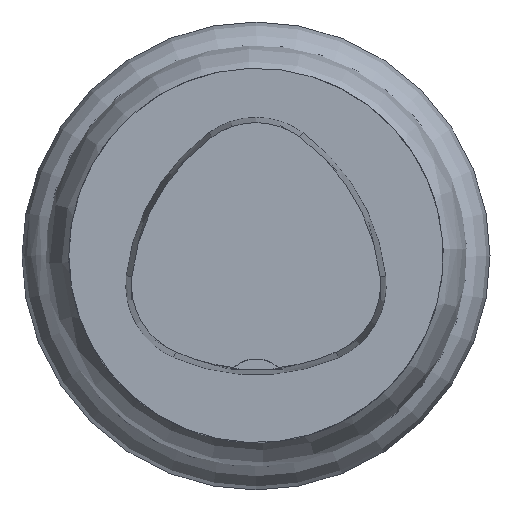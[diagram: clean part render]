
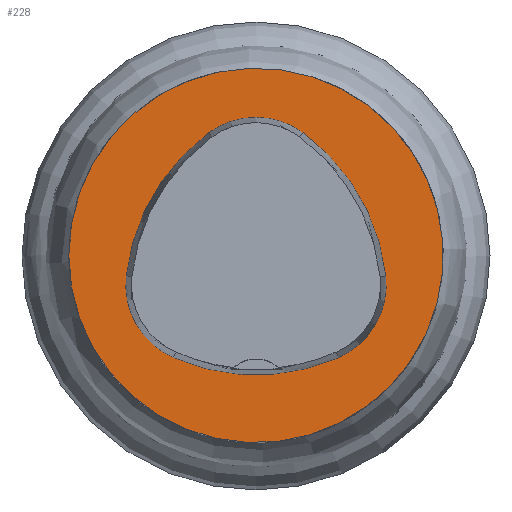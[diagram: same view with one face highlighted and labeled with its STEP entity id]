
A CAD part, top view. The second image highlights one B-rep face of the part: STEP entity #228.
In plain terms, the highlighted planar face has unit normal (0, 0, 1).
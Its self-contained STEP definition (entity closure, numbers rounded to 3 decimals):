
#202=FACE_BOUND('',#323,.T.);
#203=FACE_BOUND('',#324,.T.);
#228=ADVANCED_FACE('',(#202,#203),#249,.T.);
#249=PLANE('',#790);
#323=EDGE_LOOP('',(#420,#421,#422,#423,#424,#425));
#324=EDGE_LOOP('',(#426));
#420=ORIENTED_EDGE('',*,*,#566,.T.);
#421=ORIENTED_EDGE('',*,*,#546,.T.);
#422=ORIENTED_EDGE('',*,*,#550,.T.);
#423=ORIENTED_EDGE('',*,*,#553,.T.);
#424=ORIENTED_EDGE('',*,*,#556,.T.);
#425=ORIENTED_EDGE('',*,*,#564,.T.);
#426=ORIENTED_EDGE('',*,*,#532,.F.);
#484=VERTEX_POINT('',#1078);
#498=VERTEX_POINT('',#1139);
#499=VERTEX_POINT('',#1140);
#502=VERTEX_POINT('',#1148);
#504=VERTEX_POINT('',#1154);
#506=VERTEX_POINT('',#1160);
#513=VERTEX_POINT('',#1181);
#532=EDGE_CURVE('',#484,#484,#587,.T.);
#546=EDGE_CURVE('',#498,#499,#593,.T.);
#550=EDGE_CURVE('',#499,#502,#595,.T.);
#553=EDGE_CURVE('',#502,#504,#597,.T.);
#556=EDGE_CURVE('',#504,#506,#599,.T.);
#564=EDGE_CURVE('',#506,#513,#603,.T.);
#566=EDGE_CURVE('',#513,#498,#605,.T.);
#587=CIRCLE('',#753,40.);
#593=CIRCLE('',#768,44.);
#595=CIRCLE('',#771,17.);
#597=CIRCLE('',#774,44.);
#599=CIRCLE('',#777,17.);
#603=CIRCLE('',#782,44.);
#605=CIRCLE('',#785,17.);
#753=AXIS2_PLACEMENT_3D('',#1077,#879,#880);
#768=AXIS2_PLACEMENT_3D('',#1138,#913,#914);
#771=AXIS2_PLACEMENT_3D('',#1147,#921,#922);
#774=AXIS2_PLACEMENT_3D('',#1153,#928,#929);
#777=AXIS2_PLACEMENT_3D('',#1159,#935,#936);
#782=AXIS2_PLACEMENT_3D('',#1182,#947,#948);
#785=AXIS2_PLACEMENT_3D('',#1185,#953,#954);
#790=AXIS2_PLACEMENT_3D('',#1190,#963,#964);
#879=DIRECTION('',(0.,0.,-1.));
#880=DIRECTION('',(-1.,0.,0.));
#913=DIRECTION('',(0.,0.,-1.));
#914=DIRECTION('',(-1.,0.,0.));
#921=DIRECTION('',(0.,0.,-1.));
#922=DIRECTION('',(-1.,0.,0.));
#928=DIRECTION('',(0.,0.,-1.));
#929=DIRECTION('',(-1.,0.,0.));
#935=DIRECTION('',(0.,0.,-1.));
#936=DIRECTION('',(-1.,0.,0.));
#947=DIRECTION('',(0.,0.,-1.));
#948=DIRECTION('',(-1.,0.,0.));
#953=DIRECTION('',(0.,0.,-1.));
#954=DIRECTION('',(-1.,0.,0.));
#963=DIRECTION('',(0.,0.,1.));
#964=DIRECTION('',(1.,0.,0.));
#1077=CARTESIAN_POINT('',(0.,0.,0.));
#1078=CARTESIAN_POINT('',(-40.,0.,0.));
#1138=CARTESIAN_POINT('',(16.01,-9.224,0.));
#1139=CARTESIAN_POINT('',(-27.722,-4.378,0.));
#1140=CARTESIAN_POINT('',(-10.119,26.178,0.));
#1147=CARTESIAN_POINT('',(-0.023,12.5,0.));
#1148=CARTESIAN_POINT('',(10.049,26.194,0.));
#1153=CARTESIAN_POINT('',(-16.021,-9.25,0.));
#1154=CARTESIAN_POINT('',(27.71,-4.394,0.));
#1159=CARTESIAN_POINT('',(10.814,-6.27,0.));
#1160=CARTESIAN_POINT('',(17.611,-21.852,0.));
#1181=CARTESIAN_POINT('',(-17.652,-21.819,0.));
#1182=CARTESIAN_POINT('',(0.017,18.477,0.));
#1185=CARTESIAN_POINT('',(-10.825,-6.25,0.));
#1190=CARTESIAN_POINT('',(0.,0.,0.));
